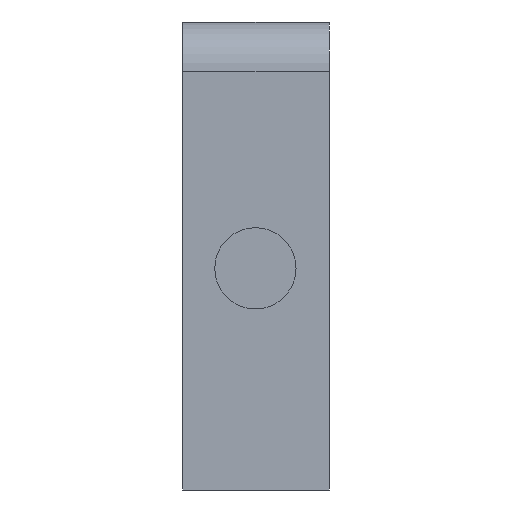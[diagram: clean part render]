
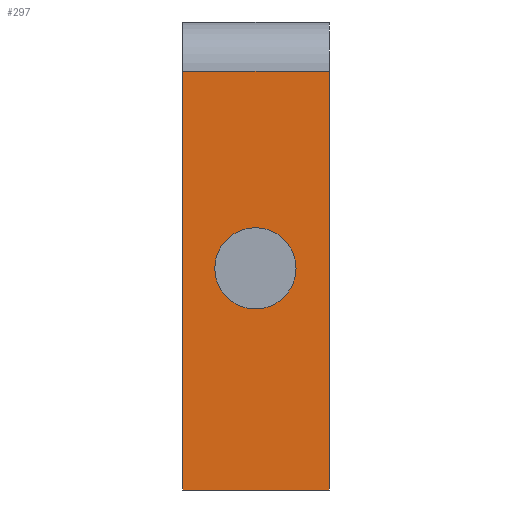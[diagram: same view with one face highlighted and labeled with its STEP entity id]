
A CAD part, front view. The second image highlights one B-rep face of the part: STEP entity #297.
In plain terms, the highlighted planar face has unit normal (0, -1, 0).
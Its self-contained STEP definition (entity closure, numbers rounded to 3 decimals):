
#297=ADVANCED_FACE('',(#426),#384,.F.);
#384=PLANE('',#1098);
#426=FACE_OUTER_BOUND('',#475,.T.);
#475=EDGE_LOOP('',(#635,#636,#637,#638));
#635=ORIENTED_EDGE('',*,*,#957,.F.);
#636=ORIENTED_EDGE('',*,*,#958,.T.);
#637=ORIENTED_EDGE('',*,*,#959,.T.);
#638=ORIENTED_EDGE('',*,*,#960,.F.);
#859=VERTEX_POINT('',#1611);
#860=VERTEX_POINT('',#1612);
#861=VERTEX_POINT('',#1614);
#862=VERTEX_POINT('',#1616);
#957=EDGE_CURVE('',#859,#860,#1069,.T.);
#958=EDGE_CURVE('',#859,#861,#1070,.T.);
#959=EDGE_CURVE('',#861,#862,#1071,.T.);
#960=EDGE_CURVE('',#860,#862,#1072,.T.);
#1069=LINE('',#1610,#1083);
#1070=LINE('',#1613,#1084);
#1071=LINE('',#1615,#1085);
#1072=LINE('',#1617,#1086);
#1083=VECTOR('',#1265,1.);
#1084=VECTOR('',#1266,1.);
#1085=VECTOR('',#1267,1.);
#1086=VECTOR('',#1268,1.);
#1098=AXIS2_PLACEMENT_3D('',#1618,#1269,#1270);
#1265=DIRECTION('',(0.,0.,-1.));
#1266=DIRECTION('',(-1.,0.,0.));
#1267=DIRECTION('',(0.,0.,-1.));
#1268=DIRECTION('',(-1.,0.,0.));
#1269=DIRECTION('',(0.,1.,0.));
#1270=DIRECTION('',(0.,0.,1.));
#1610=CARTESIAN_POINT('',(6.,0.,19.));
#1611=CARTESIAN_POINT('',(6.,0.,17.));
#1612=CARTESIAN_POINT('',(6.,0.,0.));
#1613=CARTESIAN_POINT('',(6.,0.,17.));
#1614=CARTESIAN_POINT('',(0.05,0.,17.));
#1615=CARTESIAN_POINT('',(0.05,0.,19.));
#1616=CARTESIAN_POINT('',(0.05,0.,0.));
#1617=CARTESIAN_POINT('',(6.,0.,0.));
#1618=CARTESIAN_POINT('',(6.,0.,19.));
